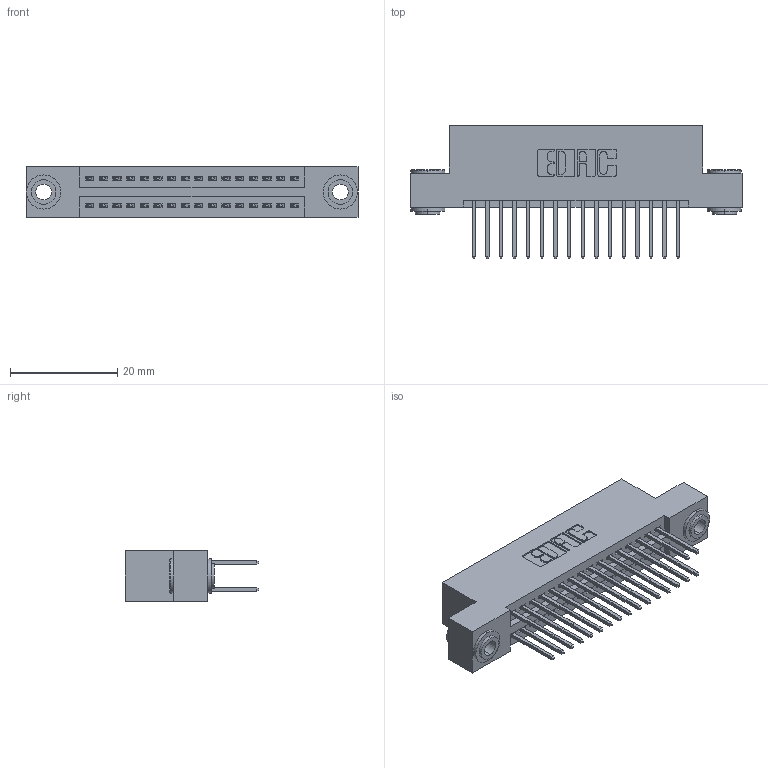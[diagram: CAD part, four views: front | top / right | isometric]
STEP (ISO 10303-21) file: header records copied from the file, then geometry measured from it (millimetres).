
FILE_DESCRIPTION (( 'STEP AP203' ), '1' );
FILE_NAME ('345-032-523-203.STEP', '2018-08-24T05:36:54', ( '' ), ( '' ), 'SwSTEP 2.0', 'SolidWorks 2016', '' );
FILE_SCHEMA (( 'CONFIG_CONTROL_DESIGN' ));
Length unit declared in the file: inch
Products named in the file (4): 345-250-002_345-250-002-102; 345-032-523-203; 345 Part_Flush Mounting Lugs - 0.156 Dia-TH; 345-292-001_345-293-123
Assembly tree (35 placements, depth 2):
  345-032-523-203
    345 Part_Flush Mounting Lugs - 0.156 Dia-TH
    345-292-001_345-293-123  x32
    345-250-002_345-250-002-102  x2
Bounding box: 61.85 x 24.82 x 9.4 mm (x, y, z)
Volume: 5851.7 mm3; surface area: 8645.4 mm2
Topology: 35 solids, 35 shells, 1764 faces, 5185 edges, 3410 vertices
Faces by surface type: plane 1146, cylinder 610, cone 8
Entity records: 16722 total; most frequent: CARTESIAN_POINT 2803, ORIENTED_EDGE 2730, DIRECTION 2535, EDGE_CURVE 1365, LINE 1145, VECTOR 1145, VERTEX_POINT 906, AXIS2_PLACEMENT_3D 695
